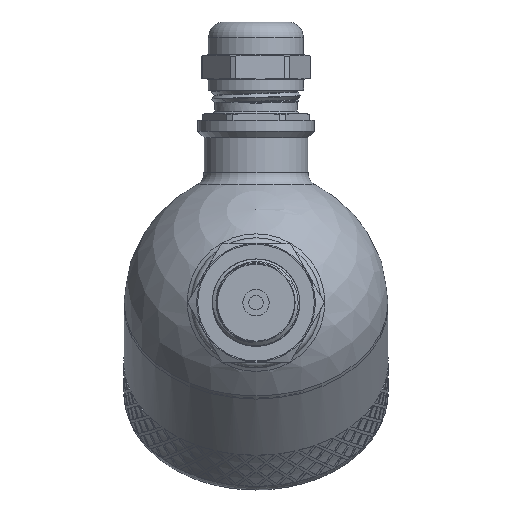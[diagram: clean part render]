
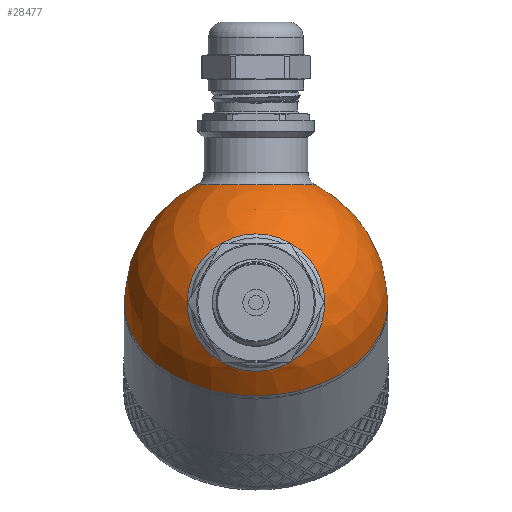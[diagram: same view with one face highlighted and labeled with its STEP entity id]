
A CAD part, left-side view. The second image highlights one B-rep face of the part: STEP entity #28477.
In plain terms, the highlighted spherical face has radius 30 mm.
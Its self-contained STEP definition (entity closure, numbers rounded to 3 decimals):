
#145=SPHERICAL_SURFACE('',#30278,30.);
#275=FACE_BOUND('',#4147,.T.);
#276=FACE_BOUND('',#4148,.T.);
#2319=FACE_OUTER_BOUND('',#4146,.T.);
#4146=EDGE_LOOP('',(#20458,#20459,#20460,#20461));
#4147=EDGE_LOOP('',(#20462));
#4148=EDGE_LOOP('',(#20463));
#5883=CIRCLE('',#30201,30.);
#5884=CIRCLE('',#30202,30.);
#5911=CIRCLE('',#30274,13.5);
#5914=CIRCLE('',#30279,30.);
#5915=CIRCLE('',#30280,15.643);
#11230=VERTEX_POINT('',#38368);
#11231=VERTEX_POINT('',#38370);
#11706=VERTEX_POINT('',#44432);
#11708=VERTEX_POINT('',#44439);
#11709=VERTEX_POINT('',#44441);
#14295=EDGE_CURVE('',#11230,#11231,#5883,.T.);
#14296=EDGE_CURVE('',#11231,#11230,#5884,.T.);
#15011=EDGE_CURVE('',#11706,#11706,#5911,.T.);
#15014=EDGE_CURVE('',#11231,#11708,#5914,.T.);
#15015=EDGE_CURVE('',#11709,#11709,#5915,.T.);
#20458=ORIENTED_EDGE('',*,*,#14296,.F.);
#20459=ORIENTED_EDGE('',*,*,#15014,.T.);
#20460=ORIENTED_EDGE('',*,*,#15014,.F.);
#20461=ORIENTED_EDGE('',*,*,#14295,.F.);
#20462=ORIENTED_EDGE('',*,*,#15015,.F.);
#20463=ORIENTED_EDGE('',*,*,#15011,.F.);
#28477=ADVANCED_FACE('',(#2319,#275,#276),#145,.T.);
#30201=AXIS2_PLACEMENT_3D('',#38371,#31822,#31823);
#30202=AXIS2_PLACEMENT_3D('',#38372,#31824,#31825);
#30274=AXIS2_PLACEMENT_3D('',#44433,#32220,#32221);
#30278=AXIS2_PLACEMENT_3D('',#44438,#32228,#32229);
#30279=AXIS2_PLACEMENT_3D('',#44440,#32230,#32231);
#30280=AXIS2_PLACEMENT_3D('',#44442,#32232,#32233);
#31822=DIRECTION('center_axis',(1.,0.,0.));
#31823=DIRECTION('ref_axis',(0.,1.,0.));
#31824=DIRECTION('center_axis',(1.,0.,0.));
#31825=DIRECTION('ref_axis',(0.,1.,0.));
#32220=DIRECTION('center_axis',(-0.707,0.,-0.707));
#32221=DIRECTION('ref_axis',(-0.707,0.,0.707));
#32228=DIRECTION('center_axis',(1.,0.,0.));
#32229=DIRECTION('ref_axis',(0.,-1.,0.));
#32230=DIRECTION('center_axis',(0.,0.,1.));
#32231=DIRECTION('ref_axis',(0.,1.,0.));
#32232=DIRECTION('center_axis',(-0.707,0.,0.707));
#32233=DIRECTION('ref_axis',(0.707,0.,0.707));
#38368=CARTESIAN_POINT('',(0.,-30.,0.));
#38370=CARTESIAN_POINT('',(0.,30.,0.));
#38371=CARTESIAN_POINT('Origin',(0.,0.,0.));
#38372=CARTESIAN_POINT('Origin',(0.,0.,0.));
#44432=CARTESIAN_POINT('',(-9.398,0.,-28.49));
#44433=CARTESIAN_POINT('Origin',(-18.944,0.,-18.944));
#44438=CARTESIAN_POINT('Origin',(0.,0.,0.));
#44439=CARTESIAN_POINT('',(-30.,0.,0.));
#44440=CARTESIAN_POINT('Origin',(0.,0.,0.));
#44441=CARTESIAN_POINT('',(-29.162,0.,7.04));
#44442=CARTESIAN_POINT('Origin',(-18.101,0.,18.101));
